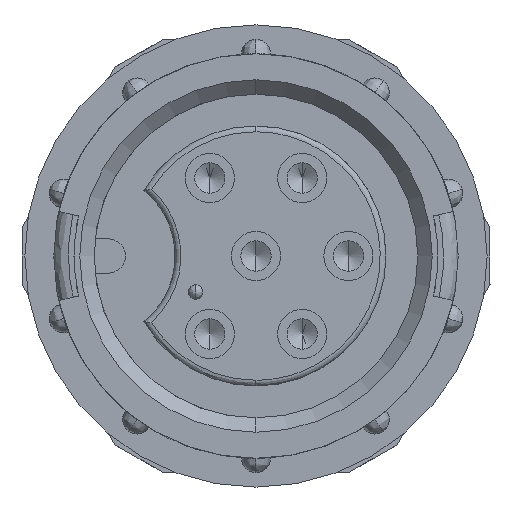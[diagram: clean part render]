
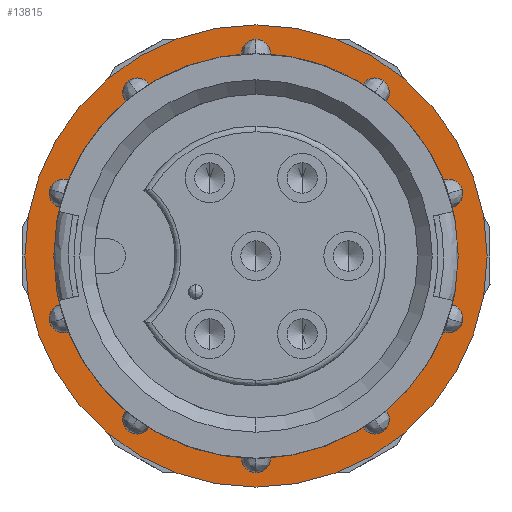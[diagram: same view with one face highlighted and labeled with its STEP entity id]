
A CAD part, left-side view. The second image highlights one B-rep face of the part: STEP entity #13815.
In plain terms, the highlighted planar face has unit normal (-1, 0, 0).
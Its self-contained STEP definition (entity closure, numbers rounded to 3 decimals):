
#237 = ORIENTED_EDGE ( 'NONE', *, *, #9878, .T. ) ;
#586 = FACE_OUTER_BOUND ( 'NONE', #4508, .T. ) ;
#1721 = DIRECTION ( 'NONE',  ( 0., 1., 0. ) ) ;
#1910 = DIRECTION ( 'NONE',  ( -1., 0., 0. ) ) ;
#1996 = VERTEX_POINT ( 'NONE', #4916 ) ;
#2061 = CARTESIAN_POINT ( 'NONE',  ( 0., 0., 0. ) ) ;
#3368 = CARTESIAN_POINT ( 'NONE',  ( 0., -8., 0. ) ) ;
#4035 = DIRECTION ( 'NONE',  ( 0., 0., -1. ) ) ;
#4373 = CARTESIAN_POINT ( 'NONE',  ( 0., 0., 0. ) ) ;
#4424 = DIRECTION ( 'NONE',  ( -1., 0., 0. ) ) ;
#4508 = EDGE_LOOP ( 'NONE', ( #237, #6618 ) ) ;
#4650 = CIRCLE ( 'NONE', #15286, 8. ) ;
#4916 = CARTESIAN_POINT ( 'NONE',  ( 0., 0., 6.15 ) ) ;
#5317 = EDGE_CURVE ( 'NONE', #13000, #11313, #4650, .T. ) ;
#5528 = CIRCLE ( 'NONE', #10868, 8. ) ;
#6618 = ORIENTED_EDGE ( 'NONE', *, *, #5317, .T. ) ;
#7391 = DIRECTION ( 'NONE',  ( 0., 0., -1. ) ) ;
#7424 = DIRECTION ( 'NONE',  ( -1., 0., 0. ) ) ;
#7480 = CARTESIAN_POINT ( 'NONE',  ( 0., 0., 0. ) ) ;
#7914 = AXIS2_PLACEMENT_3D ( 'NONE', #9299, #9170, #9142 ) ;
#8277 = CARTESIAN_POINT ( 'NONE',  ( 0., 0., -6.15 ) ) ;
#9142 = DIRECTION ( 'NONE',  ( 0., -1., 0. ) ) ;
#9170 = DIRECTION ( 'NONE',  ( -1., 0., 0. ) ) ;
#9244 = PLANE ( 'NONE',  #7914 ) ;
#9299 = CARTESIAN_POINT ( 'NONE',  ( 0., 0., 0. ) ) ;
#9327 = AXIS2_PLACEMENT_3D ( 'NONE', #7480, #7424, #7391 ) ;
#9878 = EDGE_CURVE ( 'NONE', #11313, #13000, #5528, .T. ) ;
#9960 = AXIS2_PLACEMENT_3D ( 'NONE', #4373, #4424, #4035 ) ;
#10013 = FACE_BOUND ( 'NONE', #10585, .T. ) ;
#10585 = EDGE_LOOP ( 'NONE', ( #14318, #13507 ) ) ;
#10763 = CIRCLE ( 'NONE', #9960, 6.15 ) ;
#10868 = AXIS2_PLACEMENT_3D ( 'NONE', #2061, #1910, #1721 ) ;
#11209 = EDGE_CURVE ( 'NONE', #1996, #12091, #10763, .T. ) ;
#11313 = VERTEX_POINT ( 'NONE', #14703 ) ;
#11514 = EDGE_CURVE ( 'NONE', #12091, #1996, #12259, .T. ) ;
#11599 = DIRECTION ( 'NONE',  ( 0., 1., 0. ) ) ;
#11622 = DIRECTION ( 'NONE',  ( -1., 0., 0. ) ) ;
#11646 = CARTESIAN_POINT ( 'NONE',  ( 0., 0., 0. ) ) ;
#12091 = VERTEX_POINT ( 'NONE', #8277 ) ;
#12259 = CIRCLE ( 'NONE', #9327, 6.15 ) ;
#13000 = VERTEX_POINT ( 'NONE', #3368 ) ;
#13507 = ORIENTED_EDGE ( 'NONE', *, *, #11209, .F. ) ;
#13815 = ADVANCED_FACE ( 'NONE', ( #586, #10013 ), #9244, .T. ) ;
#14318 = ORIENTED_EDGE ( 'NONE', *, *, #11514, .F. ) ;
#14703 = CARTESIAN_POINT ( 'NONE',  ( 0., 8., 0. ) ) ;
#15286 = AXIS2_PLACEMENT_3D ( 'NONE', #11646, #11622, #11599 ) ;
